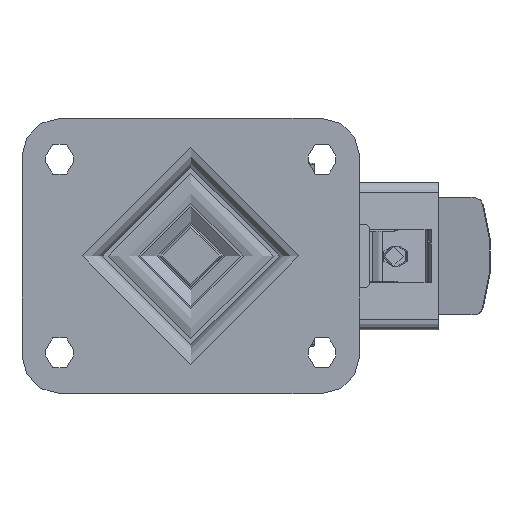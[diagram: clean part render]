
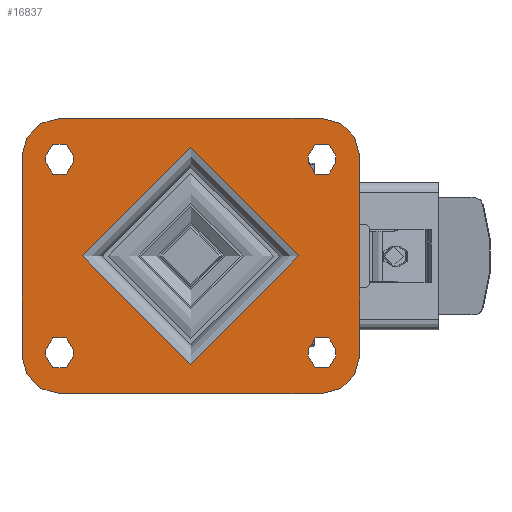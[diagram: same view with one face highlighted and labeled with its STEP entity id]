
A CAD part, top view. The second image highlights one B-rep face of the part: STEP entity #16837.
In plain terms, the highlighted planar face has unit normal (0, 0, 1).
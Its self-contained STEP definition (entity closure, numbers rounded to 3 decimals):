
#557=FACE_BOUND('',#5105,.T.);
#558=FACE_BOUND('',#5106,.T.);
#559=FACE_BOUND('',#5107,.T.);
#560=FACE_BOUND('',#5108,.T.);
#561=FACE_BOUND('',#5109,.T.);
#692=PLANE('',#18271);
#1302=LINE('',#24904,#2621);
#1303=LINE('',#24908,#2622);
#1304=LINE('',#24912,#2623);
#1305=LINE('',#24915,#2624);
#1306=LINE('',#24918,#2625);
#1307=LINE('',#24922,#2626);
#1308=LINE('',#24926,#2627);
#1309=LINE('',#24930,#2628);
#1310=LINE('',#24934,#2629);
#1311=LINE('',#24938,#2630);
#1312=LINE('',#24942,#2631);
#1313=LINE('',#24946,#2632);
#2621=VECTOR('',#20180,1000.);
#2622=VECTOR('',#20183,1000.);
#2623=VECTOR('',#20186,1000.);
#2624=VECTOR('',#20189,1000.);
#2625=VECTOR('',#20190,1000.);
#2626=VECTOR('',#20193,1000.);
#2627=VECTOR('',#20196,1000.);
#2628=VECTOR('',#20199,1000.);
#2629=VECTOR('',#20202,1000.);
#2630=VECTOR('',#20205,1000.);
#2631=VECTOR('',#20208,1000.);
#2632=VECTOR('',#20211,1000.);
#4102=FACE_OUTER_BOUND('',#5104,.T.);
#5104=EDGE_LOOP('',(#12015,#12016,#12017,#12018,#12019,#12020,#12021,#12022));
#5105=EDGE_LOOP('',(#12023,#12024,#12025,#12026));
#5106=EDGE_LOOP('',(#12027,#12028,#12029,#12030));
#5107=EDGE_LOOP('',(#12031,#12032,#12033,#12034));
#5108=EDGE_LOOP('',(#12035,#12036,#12037,#12038));
#5109=EDGE_LOOP('',(#12039));
#6979=CIRCLE('',#18234,43.246);
#7006=CIRCLE('',#18272,15.);
#7007=CIRCLE('',#18273,15.);
#7008=CIRCLE('',#18274,15.);
#7009=CIRCLE('',#18275,15.);
#7010=CIRCLE('',#18276,5.5);
#7011=CIRCLE('',#18277,5.5);
#7012=CIRCLE('',#18278,5.5);
#7013=CIRCLE('',#18279,5.5);
#7014=CIRCLE('',#18280,5.5);
#7015=CIRCLE('',#18281,5.5);
#7016=CIRCLE('',#18282,5.5);
#7017=CIRCLE('',#18283,5.5);
#7707=VERTEX_POINT('',#24811);
#7742=VERTEX_POINT('',#24900);
#7743=VERTEX_POINT('',#24901);
#7744=VERTEX_POINT('',#24903);
#7745=VERTEX_POINT('',#24905);
#7746=VERTEX_POINT('',#24907);
#7747=VERTEX_POINT('',#24909);
#7748=VERTEX_POINT('',#24911);
#7749=VERTEX_POINT('',#24913);
#7750=VERTEX_POINT('',#24916);
#7751=VERTEX_POINT('',#24917);
#7752=VERTEX_POINT('',#24919);
#7753=VERTEX_POINT('',#24921);
#7754=VERTEX_POINT('',#24924);
#7755=VERTEX_POINT('',#24925);
#7756=VERTEX_POINT('',#24927);
#7757=VERTEX_POINT('',#24929);
#7758=VERTEX_POINT('',#24932);
#7759=VERTEX_POINT('',#24933);
#7760=VERTEX_POINT('',#24935);
#7761=VERTEX_POINT('',#24937);
#7762=VERTEX_POINT('',#24940);
#7763=VERTEX_POINT('',#24941);
#7764=VERTEX_POINT('',#24943);
#7765=VERTEX_POINT('',#24945);
#9387=EDGE_CURVE('',#7707,#7707,#6979,.T.);
#9429=EDGE_CURVE('',#7742,#7743,#7006,.T.);
#9430=EDGE_CURVE('',#7744,#7743,#1302,.T.);
#9431=EDGE_CURVE('',#7745,#7744,#7007,.T.);
#9432=EDGE_CURVE('',#7746,#7745,#1303,.T.);
#9433=EDGE_CURVE('',#7747,#7746,#7008,.T.);
#9434=EDGE_CURVE('',#7748,#7747,#1304,.T.);
#9435=EDGE_CURVE('',#7748,#7749,#7009,.T.);
#9436=EDGE_CURVE('',#7742,#7749,#1305,.T.);
#9437=EDGE_CURVE('',#7750,#7751,#1306,.T.);
#9438=EDGE_CURVE('',#7751,#7752,#7010,.T.);
#9439=EDGE_CURVE('',#7752,#7753,#1307,.T.);
#9440=EDGE_CURVE('',#7753,#7750,#7011,.T.);
#9441=EDGE_CURVE('',#7754,#7755,#1308,.T.);
#9442=EDGE_CURVE('',#7755,#7756,#7012,.T.);
#9443=EDGE_CURVE('',#7756,#7757,#1309,.T.);
#9444=EDGE_CURVE('',#7757,#7754,#7013,.T.);
#9445=EDGE_CURVE('',#7758,#7759,#1310,.T.);
#9446=EDGE_CURVE('',#7759,#7760,#7014,.T.);
#9447=EDGE_CURVE('',#7760,#7761,#1311,.T.);
#9448=EDGE_CURVE('',#7761,#7758,#7015,.T.);
#9449=EDGE_CURVE('',#7762,#7763,#1312,.T.);
#9450=EDGE_CURVE('',#7763,#7764,#7016,.T.);
#9451=EDGE_CURVE('',#7764,#7765,#1313,.T.);
#9452=EDGE_CURVE('',#7765,#7762,#7017,.T.);
#12015=ORIENTED_EDGE('',*,*,#9429,.T.);
#12016=ORIENTED_EDGE('',*,*,#9430,.F.);
#12017=ORIENTED_EDGE('',*,*,#9431,.F.);
#12018=ORIENTED_EDGE('',*,*,#9432,.F.);
#12019=ORIENTED_EDGE('',*,*,#9433,.F.);
#12020=ORIENTED_EDGE('',*,*,#9434,.F.);
#12021=ORIENTED_EDGE('',*,*,#9435,.T.);
#12022=ORIENTED_EDGE('',*,*,#9436,.F.);
#12023=ORIENTED_EDGE('',*,*,#9437,.T.);
#12024=ORIENTED_EDGE('',*,*,#9438,.T.);
#12025=ORIENTED_EDGE('',*,*,#9439,.T.);
#12026=ORIENTED_EDGE('',*,*,#9440,.T.);
#12027=ORIENTED_EDGE('',*,*,#9441,.T.);
#12028=ORIENTED_EDGE('',*,*,#9442,.T.);
#12029=ORIENTED_EDGE('',*,*,#9443,.T.);
#12030=ORIENTED_EDGE('',*,*,#9444,.T.);
#12031=ORIENTED_EDGE('',*,*,#9445,.T.);
#12032=ORIENTED_EDGE('',*,*,#9446,.T.);
#12033=ORIENTED_EDGE('',*,*,#9447,.T.);
#12034=ORIENTED_EDGE('',*,*,#9448,.T.);
#12035=ORIENTED_EDGE('',*,*,#9449,.T.);
#12036=ORIENTED_EDGE('',*,*,#9450,.T.);
#12037=ORIENTED_EDGE('',*,*,#9451,.T.);
#12038=ORIENTED_EDGE('',*,*,#9452,.T.);
#12039=ORIENTED_EDGE('',*,*,#9387,.F.);
#16837=ADVANCED_FACE('',(#4102,#557,#558,#559,#560,#561),#692,.T.);
#18234=AXIS2_PLACEMENT_3D('',#24813,#20087,#20088);
#18271=AXIS2_PLACEMENT_3D('',#24899,#20176,#20177);
#18272=AXIS2_PLACEMENT_3D('',#24902,#20178,#20179);
#18273=AXIS2_PLACEMENT_3D('',#24906,#20181,#20182);
#18274=AXIS2_PLACEMENT_3D('',#24910,#20184,#20185);
#18275=AXIS2_PLACEMENT_3D('',#24914,#20187,#20188);
#18276=AXIS2_PLACEMENT_3D('',#24920,#20191,#20192);
#18277=AXIS2_PLACEMENT_3D('',#24923,#20194,#20195);
#18278=AXIS2_PLACEMENT_3D('',#24928,#20197,#20198);
#18279=AXIS2_PLACEMENT_3D('',#24931,#20200,#20201);
#18280=AXIS2_PLACEMENT_3D('',#24936,#20203,#20204);
#18281=AXIS2_PLACEMENT_3D('',#24939,#20206,#20207);
#18282=AXIS2_PLACEMENT_3D('',#24944,#20209,#20210);
#18283=AXIS2_PLACEMENT_3D('',#24947,#20212,#20213);
#20087=DIRECTION('center_axis',(0.,0.,1.));
#20088=DIRECTION('ref_axis',(-1.,0.,0.));
#20176=DIRECTION('center_axis',(0.,0.,1.));
#20177=DIRECTION('ref_axis',(1.,0.,0.));
#20178=DIRECTION('center_axis',(0.,0.,1.));
#20179=DIRECTION('ref_axis',(-1.,0.,0.));
#20180=DIRECTION('',(-1.,0.,0.));
#20181=DIRECTION('center_axis',(0.,0.,-1.));
#20182=DIRECTION('ref_axis',(1.,0.,0.));
#20183=DIRECTION('',(0.,-1.,0.));
#20184=DIRECTION('center_axis',(0.,0.,-1.));
#20185=DIRECTION('ref_axis',(0.,1.,0.));
#20186=DIRECTION('',(1.,0.,0.));
#20187=DIRECTION('center_axis',(0.,0.,1.));
#20188=DIRECTION('ref_axis',(0.,1.,0.));
#20189=DIRECTION('',(0.,1.,0.));
#20190=DIRECTION('',(0.,-1.,0.));
#20191=DIRECTION('center_axis',(0.,0.,-1.));
#20192=DIRECTION('ref_axis',(1.,0.,0.));
#20193=DIRECTION('',(0.,1.,0.));
#20194=DIRECTION('center_axis',(0.,0.,-1.));
#20195=DIRECTION('ref_axis',(1.,0.,0.));
#20196=DIRECTION('',(0.,1.,0.));
#20197=DIRECTION('center_axis',(0.,0.,-1.));
#20198=DIRECTION('ref_axis',(1.,0.,0.));
#20199=DIRECTION('',(0.,-1.,0.));
#20200=DIRECTION('center_axis',(0.,0.,-1.));
#20201=DIRECTION('ref_axis',(1.,0.,0.));
#20202=DIRECTION('',(0.,-1.,0.));
#20203=DIRECTION('center_axis',(0.,0.,-1.));
#20204=DIRECTION('ref_axis',(-1.,0.,0.));
#20205=DIRECTION('',(0.,1.,0.));
#20206=DIRECTION('center_axis',(0.,0.,-1.));
#20207=DIRECTION('ref_axis',(-1.,0.,0.));
#20208=DIRECTION('',(0.,1.,0.));
#20209=DIRECTION('center_axis',(0.,0.,-1.));
#20210=DIRECTION('ref_axis',(-1.,0.,0.));
#20211=DIRECTION('',(0.,-1.,0.));
#20212=DIRECTION('center_axis',(0.,0.,-1.));
#20213=DIRECTION('ref_axis',(-1.,0.,0.));
#24811=CARTESIAN_POINT('',(43.246,0.,0.));
#24813=CARTESIAN_POINT('Origin',(0.,0.,0.));
#24899=CARTESIAN_POINT('Origin',(0.,0.,0.));
#24900=CARTESIAN_POINT('',(-67.5,-40.,0.));
#24901=CARTESIAN_POINT('',(-52.5,-55.,0.));
#24902=CARTESIAN_POINT('Origin',(-52.5,-40.,0.));
#24903=CARTESIAN_POINT('',(52.5,-55.,0.));
#24904=CARTESIAN_POINT('',(52.5,-55.,0.));
#24905=CARTESIAN_POINT('',(67.5,-40.,0.));
#24906=CARTESIAN_POINT('Origin',(52.5,-40.,0.));
#24907=CARTESIAN_POINT('',(67.5,40.,0.));
#24908=CARTESIAN_POINT('',(67.5,40.,0.));
#24909=CARTESIAN_POINT('',(52.5,55.,0.));
#24910=CARTESIAN_POINT('Origin',(52.5,40.,0.));
#24911=CARTESIAN_POINT('',(-52.5,55.,0.));
#24912=CARTESIAN_POINT('',(-52.5,55.,0.));
#24913=CARTESIAN_POINT('',(-67.5,40.,0.));
#24914=CARTESIAN_POINT('Origin',(-52.5,40.,0.));
#24915=CARTESIAN_POINT('',(-67.5,-40.,0.));
#24916=CARTESIAN_POINT('',(-47.,40.,0.));
#24917=CARTESIAN_POINT('',(-47.,37.5,0.));
#24918=CARTESIAN_POINT('',(-47.,37.5,0.));
#24919=CARTESIAN_POINT('',(-58.,37.5,0.));
#24920=CARTESIAN_POINT('Origin',(-52.5,37.5,0.));
#24921=CARTESIAN_POINT('',(-58.,40.,0.));
#24922=CARTESIAN_POINT('',(-58.,37.5,0.));
#24923=CARTESIAN_POINT('Origin',(-52.5,40.,0.));
#24924=CARTESIAN_POINT('',(-58.,-40.,0.));
#24925=CARTESIAN_POINT('',(-58.,-37.5,0.));
#24926=CARTESIAN_POINT('',(-58.,-37.5,0.));
#24927=CARTESIAN_POINT('',(-47.,-37.5,0.));
#24928=CARTESIAN_POINT('Origin',(-52.5,-37.5,0.));
#24929=CARTESIAN_POINT('',(-47.,-40.,0.));
#24930=CARTESIAN_POINT('',(-47.,-37.5,0.));
#24931=CARTESIAN_POINT('Origin',(-52.5,-40.,0.));
#24932=CARTESIAN_POINT('',(58.,40.,0.));
#24933=CARTESIAN_POINT('',(58.,37.5,0.));
#24934=CARTESIAN_POINT('',(58.,37.5,0.));
#24935=CARTESIAN_POINT('',(47.,37.5,0.));
#24936=CARTESIAN_POINT('Origin',(52.5,37.5,0.));
#24937=CARTESIAN_POINT('',(47.,40.,0.));
#24938=CARTESIAN_POINT('',(47.,37.5,0.));
#24939=CARTESIAN_POINT('Origin',(52.5,40.,0.));
#24940=CARTESIAN_POINT('',(47.,-40.,0.));
#24941=CARTESIAN_POINT('',(47.,-37.5,0.));
#24942=CARTESIAN_POINT('',(47.,-37.5,0.));
#24943=CARTESIAN_POINT('',(58.,-37.5,0.));
#24944=CARTESIAN_POINT('Origin',(52.5,-37.5,0.));
#24945=CARTESIAN_POINT('',(58.,-40.,0.));
#24946=CARTESIAN_POINT('',(58.,-37.5,0.));
#24947=CARTESIAN_POINT('Origin',(52.5,-40.,0.));
